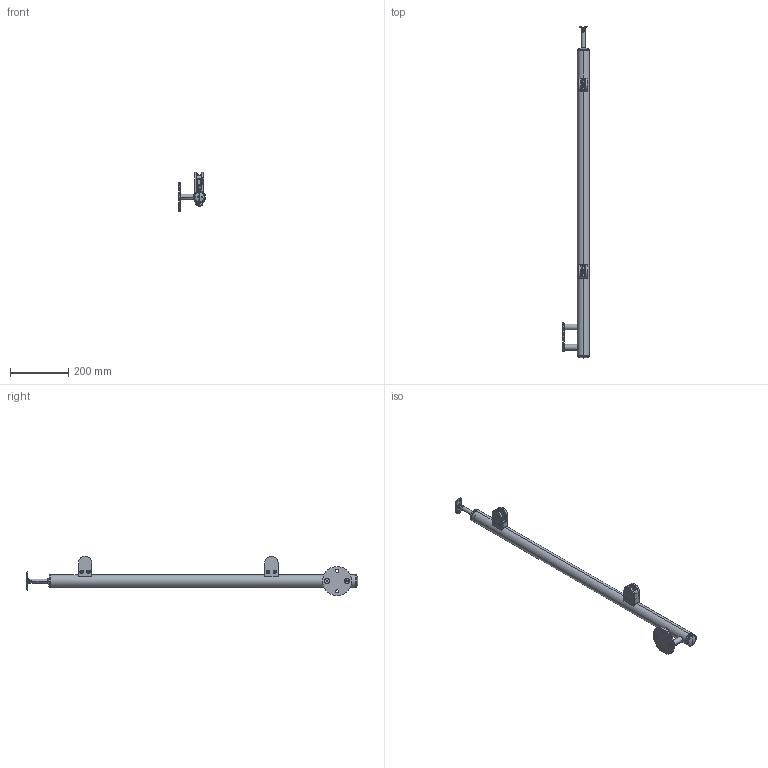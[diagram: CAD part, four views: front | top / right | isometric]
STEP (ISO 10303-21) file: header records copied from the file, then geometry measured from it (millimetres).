
FILE_DESCRIPTION (( 'STEP AP203' ), '1' );
FILE_NAME ('A-BR100-2GL-250P.STEP', '2019-02-05T13:00:34', ( '' ), ( '' ), 'SwSTEP 2.0', 'SolidWorks 2018', '' );
FILE_SCHEMA (( 'CONFIG_CONTROL_DESIGN' ));
Length unit declared in the file: millimetre
Products named in the file (23): A19_25-008; A_250P-042.P6; A_42.4x; A6_021-6-A.P3; A_250P-042.P3_skupina; skrutka DIN 7991_M6x16_A2-70; A6_021-6-A.P2; A6_021-6-A.P1; A_0718_242_UP E1_skupina; A_250P-042_BEZ_KOLIKA_A_PLATNICKY_skupina; A_250P-042.P1; A_250P-042_BEZ_KOLIKA_skupina; A_250P-042.P3; A-0718-242_UP1 E1; A_250P-042.P7; skrutka DIN 7991_M8x70_A2-70; A_250P-042.P1_skupina; A_5729-242; A6_021-6-A_skupina; A-BR100-2GL-250P; A_250P-042.P2; A-0718-242_UP2 E1; M6x10
Assembly tree (33 placements, depth 4):
  A-BR100-2GL-250P
    A6_021-6-A_skupina
      A6_021-6-A.P1
      A6_021-6-A.P3  x2
      A6_021-6-A.P2
      skrutka DIN 7991_M8x70_A2-70  x2
    A_42.4x
    A_5729-242
    A_250P-042_BEZ_KOLIKA_skupina
      A_250P-042.P1_skupina
        A_250P-042.P1
        A_250P-042.P6  x2
      A_250P-042.P2
      A_250P-042.P3_skupina
        A_250P-042.P3
        A_250P-042.P7
      skrutka DIN 7991_M6x16_A2-70  x2
    A_250P-042_BEZ_KOLIKA_A_PLATNICKY_skupina
      A_250P-042.P1_skupina
        A_250P-042.P1
        A_250P-042.P6  x2
      A_250P-042.P2
      skrutka DIN 7991_M6x16_A2-70  x2
    A_0718_242_UP E1_skupina
      M6x10
      A-0718-242_UP1 E1
      A-0718-242_UP2 E1
    A19_25-008  x4
Bounding box: 92.9 x 1143.58 x 134.75 mm (x, y, z)
Volume: 459272.1 mm3; surface area: 387591.6 mm2
Topology: 29 solids, 29 shells, 1546 faces, 3929 edges, 2435 vertices
Faces by surface type: plane 762, cylinder 555, cone 102, bspline 50, sphere 44, torus 33
Entity records: 38385 total; most frequent: CARTESIAN_POINT 11176, ORIENTED_EDGE 5324, DIRECTION 4875, EDGE_CURVE 2662, AXIS2_PLACEMENT_3D 1849, VERTEX_POINT 1699, VECTOR 1177, LINE 1177
